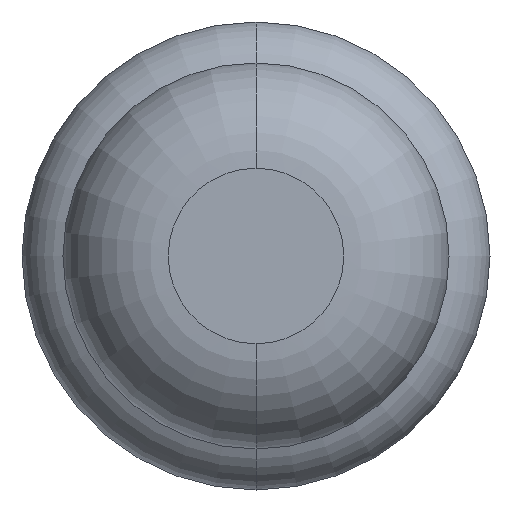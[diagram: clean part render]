
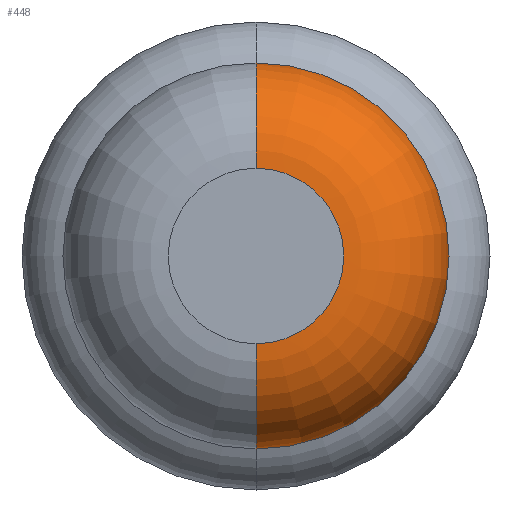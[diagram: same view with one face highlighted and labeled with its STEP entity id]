
A CAD part, front view. The second image highlights one B-rep face of the part: STEP entity #448.
In plain terms, the highlighted toroidal (fillet/blend) face has major radius 0.375 mm and minor radius 0.45 mm.
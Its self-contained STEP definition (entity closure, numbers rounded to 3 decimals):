
#40 = DIRECTION ( 'NONE',  ( 0., 0., -1. ) ) ;
#64 = VERTEX_POINT ( 'NONE', #1022 ) ;
#99 = FACE_OUTER_BOUND ( 'NONE', #2034, .T. ) ;
#106 = DIRECTION ( 'NONE',  ( 0., 1., 0. ) ) ;
#419 = AXIS2_PLACEMENT_3D ( 'NONE', #1495, #3285, #2519 ) ;
#433 = DIRECTION ( 'NONE',  ( 0., 1., 0. ) ) ;
#446 = CARTESIAN_POINT ( 'NONE',  ( 0., -29., -0.375 ) ) ;
#448 = ADVANCED_FACE ( 'Defeature ausgef�hrt1_7', ( #99 ), #2488, .T. ) ;
#472 = ORIENTED_EDGE ( 'NONE', *, *, #1902, .F. ) ;
#522 = CARTESIAN_POINT ( 'NONE',  ( 0., -28.55, -0.375 ) ) ;
#636 = CARTESIAN_POINT ( 'NONE',  ( 0., -28.55, -0.825 ) ) ;
#818 = CARTESIAN_POINT ( 'NONE',  ( 0., -28.55, 0.825 ) ) ;
#940 = EDGE_CURVE ( 'NONE', #64, #3152, #1288, .T. ) ;
#969 = AXIS2_PLACEMENT_3D ( 'NONE', #2544, #2801, #1992 ) ;
#1022 = CARTESIAN_POINT ( 'NONE',  ( 0., -29., 0.375 ) ) ;
#1103 = ORIENTED_EDGE ( 'NONE', *, *, #940, .F. ) ;
#1288 = CIRCLE ( 'NONE', #969, 0.45 ) ;
#1330 = EDGE_CURVE ( 'NONE', #1637, #2788, #3217, .T. ) ;
#1495 = CARTESIAN_POINT ( 'NONE',  ( 0., -28.55, 0. ) ) ;
#1604 = CARTESIAN_POINT ( 'NONE',  ( 0., -28.55, 0. ) ) ;
#1637 = VERTEX_POINT ( 'NONE', #446 ) ;
#1698 = DIRECTION ( 'NONE',  ( 0., 0., 1. ) ) ;
#1902 = EDGE_CURVE ( 'Defeature ausgef�hrt1_8+Defeature ausgef�hrt1_7+Defeature ausgef�hrt1_7+Defeature ausgef�hrt1_7', #3152, #2788, #2863, .T. ) ;
#1915 = EDGE_CURVE ( 'Defeature ausgef�hrt1_7+Defeature ausgef�hrt1_6+Defeature ausgef�hrt1_6+Defeature ausgef�hrt1_6', #64, #1637, #2046, .T. ) ;
#1992 = DIRECTION ( 'NONE',  ( 0., 0., 1. ) ) ;
#2034 = EDGE_LOOP ( 'NONE', ( #2857, #2800, #472, #1103 ) ) ;
#2046 = CIRCLE ( 'NONE', #2494, 0.375 ) ;
#2152 = AXIS2_PLACEMENT_3D ( 'NONE', #1604, #106, #2705 ) ;
#2310 = DIRECTION ( 'NONE',  ( 1., 0., 0. ) ) ;
#2488 = TOROIDAL_SURFACE ( 'NONE', #419, 0.375, 0.45 ) ;
#2494 = AXIS2_PLACEMENT_3D ( 'NONE', #2757, #433, #1698 ) ;
#2519 = DIRECTION ( 'NONE',  ( 0., 0., 1. ) ) ;
#2544 = CARTESIAN_POINT ( 'NONE',  ( 0., -28.55, 0.375 ) ) ;
#2705 = DIRECTION ( 'NONE',  ( 0., 0., 1. ) ) ;
#2757 = CARTESIAN_POINT ( 'NONE',  ( 0., -29., 0. ) ) ;
#2788 = VERTEX_POINT ( 'NONE', #636 ) ;
#2800 = ORIENTED_EDGE ( 'NONE', *, *, #1330, .T. ) ;
#2801 = DIRECTION ( 'NONE',  ( -1., 0., 0. ) ) ;
#2857 = ORIENTED_EDGE ( 'NONE', *, *, #1915, .T. ) ;
#2863 = CIRCLE ( 'NONE', #2152, 0.825 ) ;
#3152 = VERTEX_POINT ( 'NONE', #818 ) ;
#3213 = AXIS2_PLACEMENT_3D ( 'NONE', #522, #2310, #40 ) ;
#3217 = CIRCLE ( 'NONE', #3213, 0.45 ) ;
#3285 = DIRECTION ( 'NONE',  ( 0., 1., 0. ) ) ;
